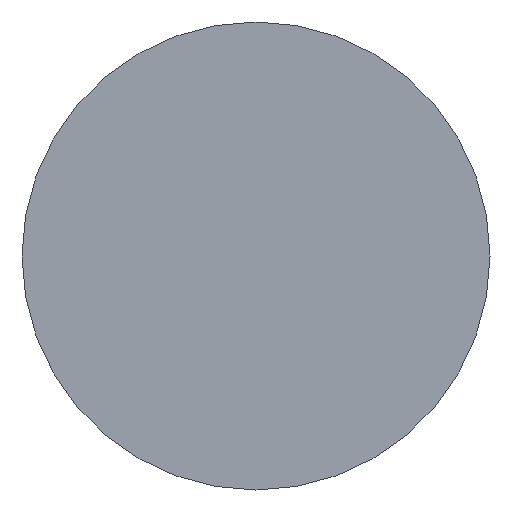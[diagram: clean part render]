
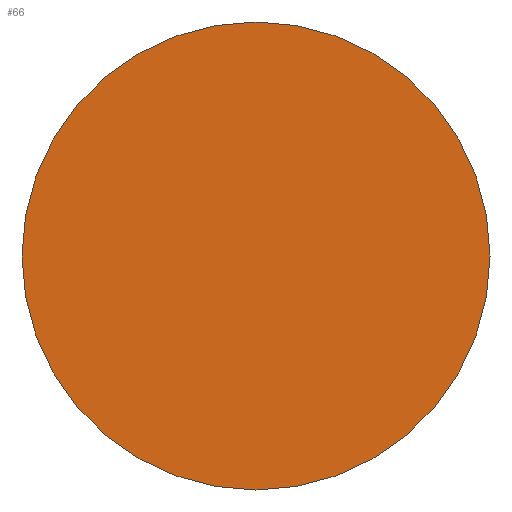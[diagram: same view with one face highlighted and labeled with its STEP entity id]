
A CAD part, left-side view. The second image highlights one B-rep face of the part: STEP entity #66.
In plain terms, the highlighted planar face has unit normal (-1, 0, 0).
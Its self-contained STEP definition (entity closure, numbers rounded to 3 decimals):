
#20 = DIRECTION ( 'NONE',  ( 0., 0., 1. ) ) ;
#29 = AXIS2_PLACEMENT_3D ( 'NONE', #35, #413, #185 ) ;
#34 = AXIS2_PLACEMENT_3D ( 'NONE', #292, #183, #228 ) ;
#35 = CARTESIAN_POINT ( 'NONE',  ( -90., 0., 0. ) ) ;
#48 = CARTESIAN_POINT ( 'NONE',  ( -90., 0., 16. ) ) ;
#52 = VERTEX_POINT ( 'NONE', #448 ) ;
#66 = ADVANCED_FACE ( 'NONE', ( #287 ), #259, .F. ) ;
#73 = EDGE_CURVE ( 'NONE', #206, #52, #248, .T. ) ;
#111 = AXIS2_PLACEMENT_3D ( 'NONE', #129, #342, #20 ) ;
#129 = CARTESIAN_POINT ( 'NONE',  ( -90., 0., 0. ) ) ;
#183 = DIRECTION ( 'NONE',  ( 1., 0., 0. ) ) ;
#185 = DIRECTION ( 'NONE',  ( 0., 0., 1. ) ) ;
#206 = VERTEX_POINT ( 'NONE', #48 ) ;
#228 = DIRECTION ( 'NONE',  ( 0., 0., -1. ) ) ;
#247 = ORIENTED_EDGE ( 'NONE', *, *, #73, .T. ) ;
#248 = CIRCLE ( 'NONE', #29, 16. ) ;
#259 = PLANE ( 'NONE',  #34 ) ;
#284 = EDGE_CURVE ( 'NONE', #52, #206, #309, .T. ) ;
#287 = FACE_OUTER_BOUND ( 'NONE', #343, .T. ) ;
#292 = CARTESIAN_POINT ( 'NONE',  ( -90., 16., 0. ) ) ;
#309 = CIRCLE ( 'NONE', #111, 16. ) ;
#337 = ORIENTED_EDGE ( 'NONE', *, *, #284, .T. ) ;
#342 = DIRECTION ( 'NONE',  ( -1., 0., 0. ) ) ;
#343 = EDGE_LOOP ( 'NONE', ( #247, #337 ) ) ;
#413 = DIRECTION ( 'NONE',  ( -1., 0., 0. ) ) ;
#448 = CARTESIAN_POINT ( 'NONE',  ( -90., 0., -16. ) ) ;
